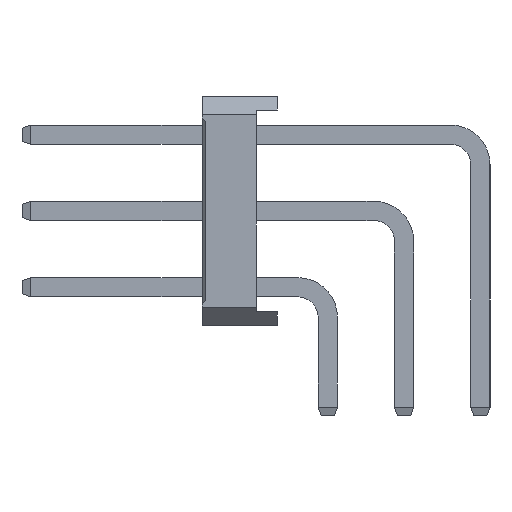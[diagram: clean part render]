
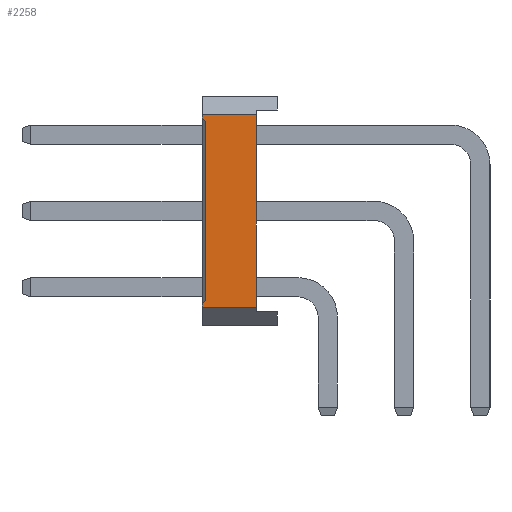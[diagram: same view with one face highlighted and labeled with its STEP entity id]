
A CAD part, left-side view. The second image highlights one B-rep face of the part: STEP entity #2258.
In plain terms, the highlighted planar face has unit normal (-1, 0, 0).
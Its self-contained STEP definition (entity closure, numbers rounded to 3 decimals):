
#2258=ADVANCED_FACE('',(#24862),#24864,.T.);
#24862=FACE_BOUND('',#24863,.T.);
#24863=EDGE_LOOP('',(#43237,#43238,#43239,#43240,#43241,#43242,#43243,#43244));
#24864=PLANE('',#24865);
#24865=AXIS2_PLACEMENT_3D('',#24866,#24867,#24868);
#24866=CARTESIAN_POINT('',(-1.27,1.68,0.6));
#24867=DIRECTION('',(-1.,0.,0.));
#24868=DIRECTION('',(0.,0.,1.));
#43237=ORIENTED_EDGE('',*,*,#55062,.F.);
#43238=ORIENTED_EDGE('',*,*,#55063,.T.);
#43239=ORIENTED_EDGE('',*,*,#55064,.F.);
#43240=ORIENTED_EDGE('',*,*,#53740,.F.);
#43241=ORIENTED_EDGE('',*,*,#55065,.F.);
#43242=ORIENTED_EDGE('',*,*,#53088,.T.);
#43243=ORIENTED_EDGE('',*,*,#55061,.T.);
#43244=ORIENTED_EDGE('',*,*,#53744,.F.);
#53088=EDGE_CURVE('',#59248,#59246,#59249,.T.);
#53740=EDGE_CURVE('',#60550,#60552,#60553,.T.);
#53744=EDGE_CURVE('',#60558,#60560,#60561,.T.);
#55061=EDGE_CURVE('',#59246,#60560,#62949,.T.);
#55062=EDGE_CURVE('',#62950,#60558,#62951,.F.);
#55063=EDGE_CURVE('',#62950,#62952,#62953,.T.);
#55064=EDGE_CURVE('',#60552,#62952,#62954,.F.);
#55065=EDGE_CURVE('',#59248,#60550,#62955,.T.);
#59246=VERTEX_POINT('',#69262);
#59248=VERTEX_POINT('',#69266);
#59249=LINE('',#69267,#69268);
#60550=VERTEX_POINT('',#71870);
#60552=VERTEX_POINT('',#71874);
#60553=LINE('',#71875,#71876);
#60558=VERTEX_POINT('',#71886);
#60560=VERTEX_POINT('',#71890);
#60561=LINE('',#71891,#71892);
#62949=LINE('',#77033,#77034);
#62950=VERTEX_POINT('',#77036);
#62951=LINE('',#77037,#77038);
#62952=VERTEX_POINT('',#77040);
#62953=LINE('',#77041,#77042);
#62954=LINE('',#77044,#77045);
#62955=LINE('',#77047,#77048);
#69262=CARTESIAN_POINT('',(-1.27,2.38,7.02));
#69266=CARTESIAN_POINT('',(-1.27,2.38,0.6));
#69267=CARTESIAN_POINT('',(-1.27,2.38,0.6));
#69268=VECTOR('',#69269,1.);
#69269=DIRECTION('',(0.,0.,1.));
#71870=CARTESIAN_POINT('',(-1.27,4.18,0.6));
#71874=CARTESIAN_POINT('',(-1.27,4.18,0.72));
#71875=CARTESIAN_POINT('',(-1.27,4.18,0.6));
#71876=VECTOR('',#71877,1.);
#71877=DIRECTION('',(0.,0.,1.));
#71886=CARTESIAN_POINT('',(-1.27,4.18,6.9));
#71890=CARTESIAN_POINT('',(-1.27,4.18,7.02));
#71891=CARTESIAN_POINT('',(-1.27,4.18,6.9));
#71892=VECTOR('',#71893,1.);
#71893=DIRECTION('',(0.,0.,1.));
#77033=CARTESIAN_POINT('',(-1.27,2.38,7.02));
#77034=VECTOR('',#77035,1.);
#77035=DIRECTION('',(0.,1.,0.));
#77036=CARTESIAN_POINT('',(-1.27,4.08,6.8));
#77037=CARTESIAN_POINT('',(-1.27,4.18,6.9));
#77038=VECTOR('',#77039,1.);
#77039=DIRECTION('',(0.,-0.707,-0.707));
#77040=CARTESIAN_POINT('',(-1.27,4.08,0.82));
#77041=CARTESIAN_POINT('',(-1.27,4.08,6.8));
#77042=VECTOR('',#77043,1.);
#77043=DIRECTION('',(0.,0.,-1.));
#77044=CARTESIAN_POINT('',(-1.27,4.08,0.82));
#77045=VECTOR('',#77046,1.);
#77046=DIRECTION('',(0.,0.707,-0.707));
#77047=CARTESIAN_POINT('',(-1.27,2.38,0.6));
#77048=VECTOR('',#77049,1.);
#77049=DIRECTION('',(0.,1.,0.));
